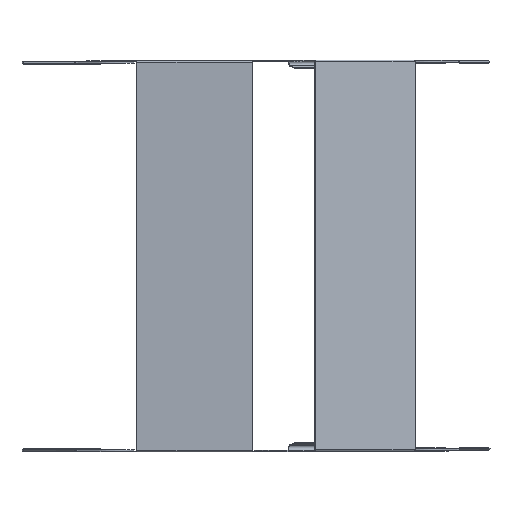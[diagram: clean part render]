
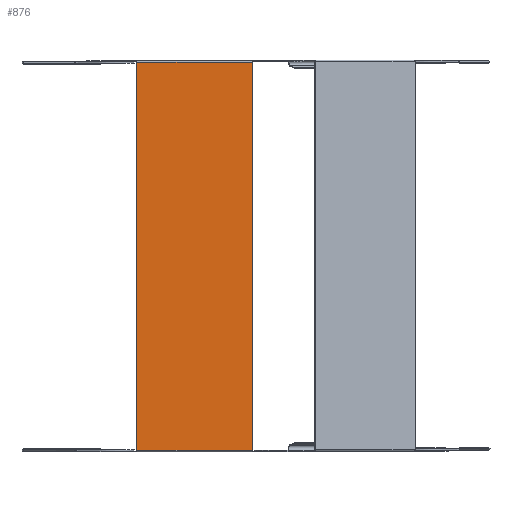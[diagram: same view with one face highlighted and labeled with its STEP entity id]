
A CAD part, front view. The second image highlights one B-rep face of the part: STEP entity #876.
In plain terms, the highlighted planar face has unit normal (0, -1, 0).
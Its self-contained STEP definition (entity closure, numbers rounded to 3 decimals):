
#10 = CARTESIAN_POINT ( 'NONE',  ( 88.5, 0., 304. ) ) ;
#50 = ORIENTED_EDGE ( 'NONE', *, *, #612, .T. ) ;
#137 = CARTESIAN_POINT ( 'NONE',  ( 88.5, 0., -297.75 ) ) ;
#233 = VERTEX_POINT ( 'NONE', #137 ) ;
#612 = EDGE_CURVE ( 'NONE', #1967, #2264, #2201, .T. ) ;
#687 = ORIENTED_EDGE ( 'NONE', *, *, #802, .T. ) ;
#781 = VERTEX_POINT ( 'NONE', #2616 ) ;
#802 = EDGE_CURVE ( 'NONE', #233, #781, #3125, .T. ) ;
#811 = CARTESIAN_POINT ( 'NONE',  ( -88.5, 0., -297.75 ) ) ;
#876 = ADVANCED_FACE ( 'NONE', ( #1753 ), #1872, .T. ) ;
#947 = EDGE_CURVE ( 'NONE', #1967, #781, #1526, .T. ) ;
#1142 = EDGE_CURVE ( 'NONE', #2264, #233, #1645, .T. ) ;
#1207 = VECTOR ( 'NONE', #2149, 1000. ) ;
#1230 = CARTESIAN_POINT ( 'NONE',  ( -88.5, 0., 297.75 ) ) ;
#1246 = CARTESIAN_POINT ( 'NONE',  ( -165.5, 0., 297.75 ) ) ;
#1348 = EDGE_LOOP ( 'NONE', ( #50, #2961, #687, #1583 ) ) ;
#1488 = DIRECTION ( 'NONE',  ( 1., 0., 0. ) ) ;
#1504 = DIRECTION ( 'NONE',  ( 0., 0., -1. ) ) ;
#1526 = LINE ( 'NONE', #1246, #2750 ) ;
#1565 = VECTOR ( 'NONE', #1504, 1000. ) ;
#1583 = ORIENTED_EDGE ( 'NONE', *, *, #947, .F. ) ;
#1645 = LINE ( 'NONE', #2960, #2197 ) ;
#1753 = FACE_OUTER_BOUND ( 'NONE', #1348, .T. ) ;
#1860 = CARTESIAN_POINT ( 'NONE',  ( -165.5, 0., 300. ) ) ;
#1872 = PLANE ( 'NONE',  #2112 ) ;
#1913 = CARTESIAN_POINT ( 'NONE',  ( -88.5, 0., 304. ) ) ;
#1967 = VERTEX_POINT ( 'NONE', #1230 ) ;
#2112 = AXIS2_PLACEMENT_3D ( 'NONE', #1860, #2382, #2126 ) ;
#2126 = DIRECTION ( 'NONE',  ( 0., 0., -1. ) ) ;
#2149 = DIRECTION ( 'NONE',  ( 0., 0., 1. ) ) ;
#2197 = VECTOR ( 'NONE', #1488, 1000. ) ;
#2201 = LINE ( 'NONE', #1913, #1565 ) ;
#2264 = VERTEX_POINT ( 'NONE', #811 ) ;
#2382 = DIRECTION ( 'NONE',  ( 0., -1., 0. ) ) ;
#2616 = CARTESIAN_POINT ( 'NONE',  ( 88.5, 0., 297.75 ) ) ;
#2750 = VECTOR ( 'NONE', #2966, 1000. ) ;
#2960 = CARTESIAN_POINT ( 'NONE',  ( -165.5, 0., -297.75 ) ) ;
#2961 = ORIENTED_EDGE ( 'NONE', *, *, #1142, .T. ) ;
#2966 = DIRECTION ( 'NONE',  ( 1., 0., 0. ) ) ;
#3125 = LINE ( 'NONE', #10, #1207 ) ;
